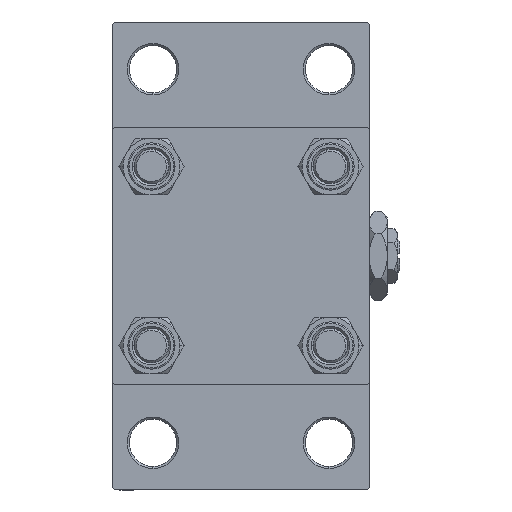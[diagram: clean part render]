
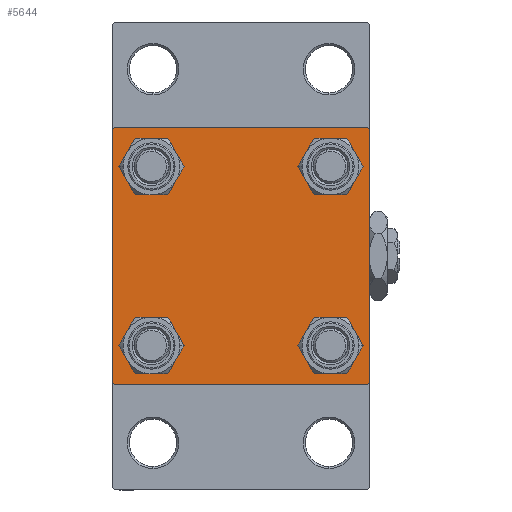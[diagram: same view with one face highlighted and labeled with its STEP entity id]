
A CAD part, left-side view. The second image highlights one B-rep face of the part: STEP entity #5644.
In plain terms, the highlighted planar face has unit normal (-1, 0, 0).
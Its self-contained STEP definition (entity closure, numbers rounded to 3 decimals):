
#1726 = FACE_BOUND ( 'NONE', #32261, .T. ) ;
#2458 = CARTESIAN_POINT ( 'NONE',  ( 0., 29.75, 29.75 ) ) ;
#2725 = ORIENTED_EDGE ( 'NONE', *, *, #15514, .T. ) ;
#3021 = CARTESIAN_POINT ( 'NONE',  ( 0., -30., 29.5 ) ) ;
#3160 = VERTEX_POINT ( 'NONE', #45957 ) ;
#3446 = EDGE_CURVE ( 'NONE', #40927, #15432, #14794, .T. ) ;
#3772 = FACE_BOUND ( 'NONE', #30655, .T. ) ;
#4812 = DIRECTION ( 'NONE',  ( 1., 0., 0. ) ) ;
#4839 = LINE ( 'NONE', #16367, #7537 ) ;
#4884 = CARTESIAN_POINT ( 'NONE',  ( 0., 20.85, 20.85 ) ) ;
#4997 = FACE_BOUND ( 'NONE', #36372, .T. ) ;
#5139 = VECTOR ( 'NONE', #14496, 1000. ) ;
#5238 = PLANE ( 'NONE',  #16396 ) ;
#5568 = VERTEX_POINT ( 'NONE', #3021 ) ;
#5636 = CARTESIAN_POINT ( 'NONE',  ( 0., -29.75, -29.75 ) ) ;
#5644 = ADVANCED_FACE ( 'NONE', ( #3772, #1726, #31825, #4997, #35563 ), #5238, .T. ) ;
#6133 = AXIS2_PLACEMENT_3D ( 'NONE', #21923, #36965, #34204 ) ;
#6431 = AXIS2_PLACEMENT_3D ( 'NONE', #48524, #48276, #25719 ) ;
#6726 = VERTEX_POINT ( 'NONE', #18018 ) ;
#6965 = CARTESIAN_POINT ( 'NONE',  ( 0., -29.75, 29.75 ) ) ;
#7053 = ORIENTED_EDGE ( 'NONE', *, *, #22253, .T. ) ;
#7363 = EDGE_CURVE ( 'NONE', #10929, #28578, #21250, .T. ) ;
#7537 = VECTOR ( 'NONE', #27654, 1000. ) ;
#7915 = DIRECTION ( 'NONE',  ( 0., -1., 0. ) ) ;
#8204 = CARTESIAN_POINT ( 'NONE',  ( 0., -20.85, -16.35 ) ) ;
#8285 = VERTEX_POINT ( 'NONE', #21299 ) ;
#8622 = CARTESIAN_POINT ( 'NONE',  ( 0., 29.5, 30. ) ) ;
#9133 = DIRECTION ( 'NONE',  ( 0., -0.707, 0.707 ) ) ;
#9334 = AXIS2_PLACEMENT_3D ( 'NONE', #40976, #29459, #40488 ) ;
#9465 = CIRCLE ( 'NONE', #31126, 4.5 ) ;
#9872 = EDGE_CURVE ( 'NONE', #14628, #11009, #42953, .T. ) ;
#10134 = DIRECTION ( 'NONE',  ( 0., 0., 1. ) ) ;
#10258 = ORIENTED_EDGE ( 'NONE', *, *, #30817, .T. ) ;
#10483 = LINE ( 'NONE', #30045, #20336 ) ;
#10929 = VERTEX_POINT ( 'NONE', #39038 ) ;
#11009 = VERTEX_POINT ( 'NONE', #27511 ) ;
#11226 = DIRECTION ( 'NONE',  ( 0., 0., 1. ) ) ;
#12245 = CARTESIAN_POINT ( 'NONE',  ( 0., 30., 29.5 ) ) ;
#12937 = CARTESIAN_POINT ( 'NONE',  ( 0., 20.85, -25.35 ) ) ;
#13034 = DIRECTION ( 'NONE',  ( 0., 0., 1. ) ) ;
#13046 = DIRECTION ( 'NONE',  ( 0., 0., 1. ) ) ;
#13714 = EDGE_CURVE ( 'NONE', #36010, #18882, #9465, .T. ) ;
#14496 = DIRECTION ( 'NONE',  ( 0., 0.707, 0.707 ) ) ;
#14628 = VERTEX_POINT ( 'NONE', #12937 ) ;
#14794 = LINE ( 'NONE', #33101, #32314 ) ;
#14941 = CIRCLE ( 'NONE', #9334, 4.5 ) ;
#15017 = ORIENTED_EDGE ( 'NONE', *, *, #7363, .T. ) ;
#15432 = VERTEX_POINT ( 'NONE', #36049 ) ;
#15514 = EDGE_CURVE ( 'NONE', #18882, #36010, #41531, .T. ) ;
#16042 = CIRCLE ( 'NONE', #6431, 4.5 ) ;
#16316 = CIRCLE ( 'NONE', #17915, 4.5 ) ;
#16367 = CARTESIAN_POINT ( 'NONE',  ( 0., -30., 30. ) ) ;
#16396 = AXIS2_PLACEMENT_3D ( 'NONE', #47600, #47852, #20531 ) ;
#16944 = CARTESIAN_POINT ( 'NONE',  ( 0., 20.85, 25.35 ) ) ;
#17051 = DIRECTION ( 'NONE',  ( 1., 0., 0. ) ) ;
#17238 = EDGE_CURVE ( 'NONE', #23432, #40927, #33884, .T. ) ;
#17415 = VERTEX_POINT ( 'NONE', #39811 ) ;
#17915 = AXIS2_PLACEMENT_3D ( 'NONE', #4884, #27225, #38985 ) ;
#18018 = CARTESIAN_POINT ( 'NONE',  ( 0., -20.85, -25.35 ) ) ;
#18512 = CARTESIAN_POINT ( 'NONE',  ( 0., -20.85, 20.85 ) ) ;
#18852 = VECTOR ( 'NONE', #7915, 1000. ) ;
#18882 = VERTEX_POINT ( 'NONE', #38503 ) ;
#20047 = EDGE_CURVE ( 'NONE', #11009, #14628, #38515, .T. ) ;
#20332 = CARTESIAN_POINT ( 'NONE',  ( 0., -20.85, 20.85 ) ) ;
#20336 = VECTOR ( 'NONE', #25797, 1000. ) ;
#20531 = DIRECTION ( 'NONE',  ( 0., 0., 1. ) ) ;
#21171 = LINE ( 'NONE', #5636, #28525 ) ;
#21250 = CIRCLE ( 'NONE', #26900, 4.5 ) ;
#21299 = CARTESIAN_POINT ( 'NONE',  ( 0., -30., -29.5 ) ) ;
#21300 = ORIENTED_EDGE ( 'NONE', *, *, #31075, .F. ) ;
#21923 = CARTESIAN_POINT ( 'NONE',  ( 0., 20.85, -20.85 ) ) ;
#21983 = EDGE_CURVE ( 'NONE', #25869, #23432, #33027, .T. ) ;
#22253 = EDGE_CURVE ( 'NONE', #6726, #34120, #16042, .T. ) ;
#23432 = VERTEX_POINT ( 'NONE', #12245 ) ;
#23688 = ORIENTED_EDGE ( 'NONE', *, *, #29738, .T. ) ;
#23999 = VECTOR ( 'NONE', #44935, 1000. ) ;
#24107 = AXIS2_PLACEMENT_3D ( 'NONE', #47395, #17051, #13034 ) ;
#24329 = EDGE_LOOP ( 'NONE', ( #26818, #25068, #28028, #38731, #21300, #10258, #34582, #34824 ) ) ;
#25068 = ORIENTED_EDGE ( 'NONE', *, *, #3446, .T. ) ;
#25719 = DIRECTION ( 'NONE',  ( 0., 0., 1. ) ) ;
#25797 = DIRECTION ( 'NONE',  ( 0., -1., 0. ) ) ;
#25869 = VERTEX_POINT ( 'NONE', #8622 ) ;
#26137 = CARTESIAN_POINT ( 'NONE',  ( 0., 30., 30. ) ) ;
#26818 = ORIENTED_EDGE ( 'NONE', *, *, #17238, .T. ) ;
#26900 = AXIS2_PLACEMENT_3D ( 'NONE', #28201, #47494, #10134 ) ;
#27225 = DIRECTION ( 'NONE',  ( 1., 0., 0. ) ) ;
#27511 = CARTESIAN_POINT ( 'NONE',  ( 0., 20.85, -16.35 ) ) ;
#27654 = DIRECTION ( 'NONE',  ( 0., 0., -1. ) ) ;
#28028 = ORIENTED_EDGE ( 'NONE', *, *, #37676, .T. ) ;
#28048 = DIRECTION ( 'NONE',  ( 0., 0.707, -0.707 ) ) ;
#28201 = CARTESIAN_POINT ( 'NONE',  ( 0., 20.85, 20.85 ) ) ;
#28525 = VECTOR ( 'NONE', #9133, 1000. ) ;
#28578 = VERTEX_POINT ( 'NONE', #16944 ) ;
#29459 = DIRECTION ( 'NONE',  ( 1., 0., 0. ) ) ;
#29738 = EDGE_CURVE ( 'NONE', #28578, #10929, #16316, .T. ) ;
#30045 = CARTESIAN_POINT ( 'NONE',  ( 0., 30., 30. ) ) ;
#30655 = EDGE_LOOP ( 'NONE', ( #2725, #33192 ) ) ;
#30817 = EDGE_CURVE ( 'NONE', #5568, #3160, #33787, .T. ) ;
#31075 = EDGE_CURVE ( 'NONE', #5568, #8285, #4839, .T. ) ;
#31126 = AXIS2_PLACEMENT_3D ( 'NONE', #20332, #4812, #13046 ) ;
#31469 = EDGE_CURVE ( 'NONE', #25869, #3160, #10483, .T. ) ;
#31825 = FACE_BOUND ( 'NONE', #35538, .T. ) ;
#32261 = EDGE_LOOP ( 'NONE', ( #33235, #7053 ) ) ;
#32314 = VECTOR ( 'NONE', #44397, 1000. ) ;
#33027 = LINE ( 'NONE', #2458, #43258 ) ;
#33101 = CARTESIAN_POINT ( 'NONE',  ( 0., 29.75, -29.75 ) ) ;
#33192 = ORIENTED_EDGE ( 'NONE', *, *, #13714, .T. ) ;
#33235 = ORIENTED_EDGE ( 'NONE', *, *, #49418, .T. ) ;
#33787 = LINE ( 'NONE', #6965, #5139 ) ;
#33884 = LINE ( 'NONE', #26137, #23999 ) ;
#34120 = VERTEX_POINT ( 'NONE', #8204 ) ;
#34204 = DIRECTION ( 'NONE',  ( 0., 0., 1. ) ) ;
#34582 = ORIENTED_EDGE ( 'NONE', *, *, #31469, .F. ) ;
#34824 = ORIENTED_EDGE ( 'NONE', *, *, #21983, .T. ) ;
#35538 = EDGE_LOOP ( 'NONE', ( #41596, #48247 ) ) ;
#35563 = FACE_OUTER_BOUND ( 'NONE', #24329, .T. ) ;
#36010 = VERTEX_POINT ( 'NONE', #41368 ) ;
#36049 = CARTESIAN_POINT ( 'NONE',  ( 0., 29.5, -30. ) ) ;
#36372 = EDGE_LOOP ( 'NONE', ( #23688, #15017 ) ) ;
#36965 = DIRECTION ( 'NONE',  ( 1., 0., 0. ) ) ;
#37676 = EDGE_CURVE ( 'NONE', #15432, #17415, #46527, .T. ) ;
#38503 = CARTESIAN_POINT ( 'NONE',  ( 0., -20.85, 25.35 ) ) ;
#38515 = CIRCLE ( 'NONE', #24107, 4.5 ) ;
#38731 = ORIENTED_EDGE ( 'NONE', *, *, #45017, .T. ) ;
#38985 = DIRECTION ( 'NONE',  ( 0., 0., 1. ) ) ;
#39038 = CARTESIAN_POINT ( 'NONE',  ( 0., 20.85, 16.35 ) ) ;
#39811 = CARTESIAN_POINT ( 'NONE',  ( 0., -29.5, -30. ) ) ;
#40488 = DIRECTION ( 'NONE',  ( 0., 0., 1. ) ) ;
#40927 = VERTEX_POINT ( 'NONE', #43525 ) ;
#40976 = CARTESIAN_POINT ( 'NONE',  ( 0., -20.85, -20.85 ) ) ;
#41368 = CARTESIAN_POINT ( 'NONE',  ( 0., -20.85, 16.35 ) ) ;
#41531 = CIRCLE ( 'NONE', #43938, 4.5 ) ;
#41596 = ORIENTED_EDGE ( 'NONE', *, *, #20047, .T. ) ;
#42065 = DIRECTION ( 'NONE',  ( 1., 0., 0. ) ) ;
#42500 = CARTESIAN_POINT ( 'NONE',  ( 0., 30., -30. ) ) ;
#42953 = CIRCLE ( 'NONE', #6133, 4.5 ) ;
#43258 = VECTOR ( 'NONE', #28048, 1000. ) ;
#43525 = CARTESIAN_POINT ( 'NONE',  ( 0., 30., -29.5 ) ) ;
#43938 = AXIS2_PLACEMENT_3D ( 'NONE', #18512, #42065, #11226 ) ;
#44397 = DIRECTION ( 'NONE',  ( 0., -0.707, -0.707 ) ) ;
#44935 = DIRECTION ( 'NONE',  ( 0., 0., -1. ) ) ;
#45017 = EDGE_CURVE ( 'NONE', #17415, #8285, #21171, .T. ) ;
#45957 = CARTESIAN_POINT ( 'NONE',  ( 0., -29.5, 30. ) ) ;
#46527 = LINE ( 'NONE', #42500, #18852 ) ;
#47395 = CARTESIAN_POINT ( 'NONE',  ( 0., 20.85, -20.85 ) ) ;
#47494 = DIRECTION ( 'NONE',  ( 1., 0., 0. ) ) ;
#47600 = CARTESIAN_POINT ( 'NONE',  ( 0., 0., 0. ) ) ;
#47852 = DIRECTION ( 'NONE',  ( -1., 0., 0. ) ) ;
#48247 = ORIENTED_EDGE ( 'NONE', *, *, #9872, .T. ) ;
#48276 = DIRECTION ( 'NONE',  ( 1., 0., 0. ) ) ;
#48524 = CARTESIAN_POINT ( 'NONE',  ( 0., -20.85, -20.85 ) ) ;
#49418 = EDGE_CURVE ( 'NONE', #34120, #6726, #14941, .T. ) ;
